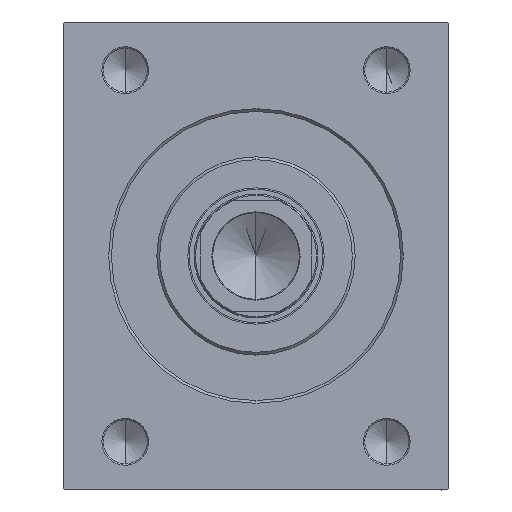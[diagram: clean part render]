
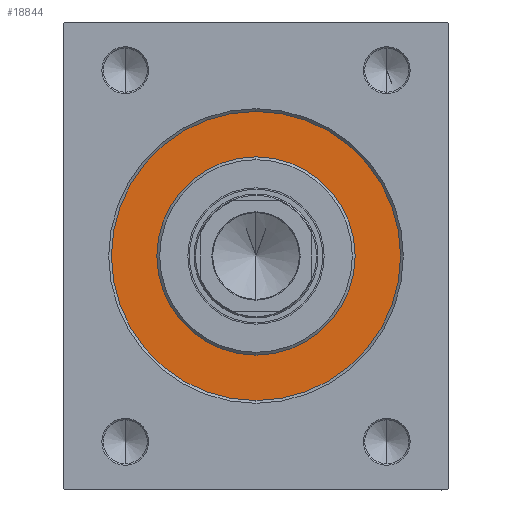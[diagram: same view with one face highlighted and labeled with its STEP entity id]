
A CAD part, left-side view. The second image highlights one B-rep face of the part: STEP entity #18844.
In plain terms, the highlighted face is planar.
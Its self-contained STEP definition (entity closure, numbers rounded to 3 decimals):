
#2262 = CARTESIAN_POINT ( 'NONE',  ( 0., 0., 0. ) ) ;
#2930 = FACE_OUTER_BOUND ( 'NONE', #40697, .T. ) ;
#4441 = CARTESIAN_POINT ( 'NONE',  ( 0., 0., 0. ) ) ;
#5110 = EDGE_LOOP ( 'NONE', ( #37825, #37853 ) ) ;
#5950 = DIRECTION ( 'NONE',  ( 0., 0., 1. ) ) ;
#7530 = CARTESIAN_POINT ( 'NONE',  ( 0., 0., 36. ) ) ;
#7568 = CARTESIAN_POINT ( 'NONE',  ( 0., 0., 0. ) ) ;
#8912 = DIRECTION ( 'NONE',  ( -1., 0., 0. ) ) ;
#9303 = DIRECTION ( 'NONE',  ( -1., 0., 0. ) ) ;
#9382 = VERTEX_POINT ( 'NONE', #26121 ) ;
#9668 = DIRECTION ( 'NONE',  ( 0., 0., 1. ) ) ;
#13038 = DIRECTION ( 'NONE',  ( 0., 0., -1. ) ) ;
#13068 = AXIS2_PLACEMENT_3D ( 'NONE', #2262, #22714, #15738 ) ;
#15738 = DIRECTION ( 'NONE',  ( 0., 0., -1. ) ) ;
#16838 = PLANE ( 'NONE',  #35130 ) ;
#17665 = CARTESIAN_POINT ( 'NONE',  ( 0., 0., 0. ) ) ;
#18665 = CARTESIAN_POINT ( 'NONE',  ( 0., 0., -36. ) ) ;
#18811 = EDGE_CURVE ( 'NONE', #29802, #35451, #20095, .T. ) ;
#18844 = ADVANCED_FACE ( 'NONE', ( #40462, #2930 ), #16838, .F. ) ;
#20095 = CIRCLE ( 'NONE', #34420, 36. ) ;
#22714 = DIRECTION ( 'NONE',  ( 1., 0., 0. ) ) ;
#23093 = CARTESIAN_POINT ( 'NONE',  ( 0., 0., 52.5 ) ) ;
#25297 = CIRCLE ( 'NONE', #26744, 52.5 ) ;
#25932 = AXIS2_PLACEMENT_3D ( 'NONE', #4441, #8912, #35886 ) ;
#26121 = CARTESIAN_POINT ( 'NONE',  ( 0., 0., -52.5 ) ) ;
#26258 = ORIENTED_EDGE ( 'NONE', *, *, #27024, .F. ) ;
#26744 = AXIS2_PLACEMENT_3D ( 'NONE', #40093, #9303, #5950 ) ;
#26754 = DIRECTION ( 'NONE',  ( 1., 0., 0. ) ) ;
#27024 = EDGE_CURVE ( 'NONE', #9382, #31338, #25297, .T. ) ;
#28684 = ORIENTED_EDGE ( 'NONE', *, *, #43534, .F. ) ;
#29802 = VERTEX_POINT ( 'NONE', #7530 ) ;
#31338 = VERTEX_POINT ( 'NONE', #23093 ) ;
#33698 = DIRECTION ( 'NONE',  ( -1., 0., 0. ) ) ;
#34420 = AXIS2_PLACEMENT_3D ( 'NONE', #7568, #26754, #13038 ) ;
#35130 = AXIS2_PLACEMENT_3D ( 'NONE', #17665, #33698, #9668 ) ;
#35451 = VERTEX_POINT ( 'NONE', #18665 ) ;
#35886 = DIRECTION ( 'NONE',  ( 0., 0., 1. ) ) ;
#37825 = ORIENTED_EDGE ( 'NONE', *, *, #18811, .F. ) ;
#37853 = ORIENTED_EDGE ( 'NONE', *, *, #41646, .F. ) ;
#40093 = CARTESIAN_POINT ( 'NONE',  ( 0., 0., 0. ) ) ;
#40462 = FACE_BOUND ( 'NONE', #5110, .T. ) ;
#40697 = EDGE_LOOP ( 'NONE', ( #26258, #28684 ) ) ;
#41646 = EDGE_CURVE ( 'NONE', #35451, #29802, #42505, .T. ) ;
#42505 = CIRCLE ( 'NONE', #13068, 36. ) ;
#43534 = EDGE_CURVE ( 'NONE', #31338, #9382, #43986, .T. ) ;
#43986 = CIRCLE ( 'NONE', #25932, 52.5 ) ;
